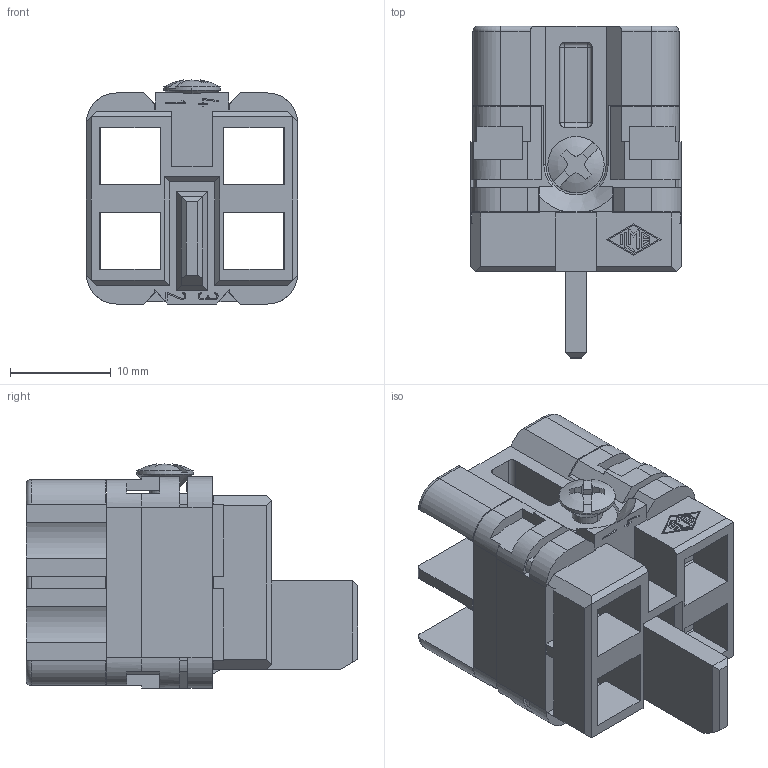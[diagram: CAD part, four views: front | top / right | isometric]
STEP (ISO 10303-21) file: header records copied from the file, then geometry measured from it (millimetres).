
FILE_DESCRIPTION(('Creo Elements/Direct Modeling STEP Export'),'2;1');
FILE_NAME('CLK 04 SCM.stp','2012-11-12T15:41:23',(''),(''),'Creo Elements/Direct Modeling STEP processor for AP214 (Solid Model)','Creo Elements/Direct Modeling 18.0B 02-Dec-2011 (C) Parametric Technology GmbH','');
FILE_SCHEMA(('AUTOMOTIVE_DESIGN { 1 0 10303 214 1 1 1 1 }'));
Length unit declared in the file: millimetre
Products named in the file (2): CLK_04_SCM
Assembly tree (1 placements, depth 2):
  CLK_04_SCM
    CLK_04_SCM
Bounding box: 21 x 33 x 22.29 mm (x, y, z)
Volume: 4951.8 mm3; surface area: 5788.5 mm2
Topology: 1 solids, 1 shells, 404 faces, 1204 edges, 782 vertices
Faces by surface type: plane 318, cylinder 64, extrusion 9, sphere 6, torus 4, cone 3
Entity records: 16134 total; most frequent: CARTESIAN_POINT 2654, ORIENTED_EDGE 2400, DIRECTION 2002, EDGE_CURVE 1200, VECTOR 986, LINE 977, VERTEX_POINT 782, AXIS2_PLACEMENT_3D 508
